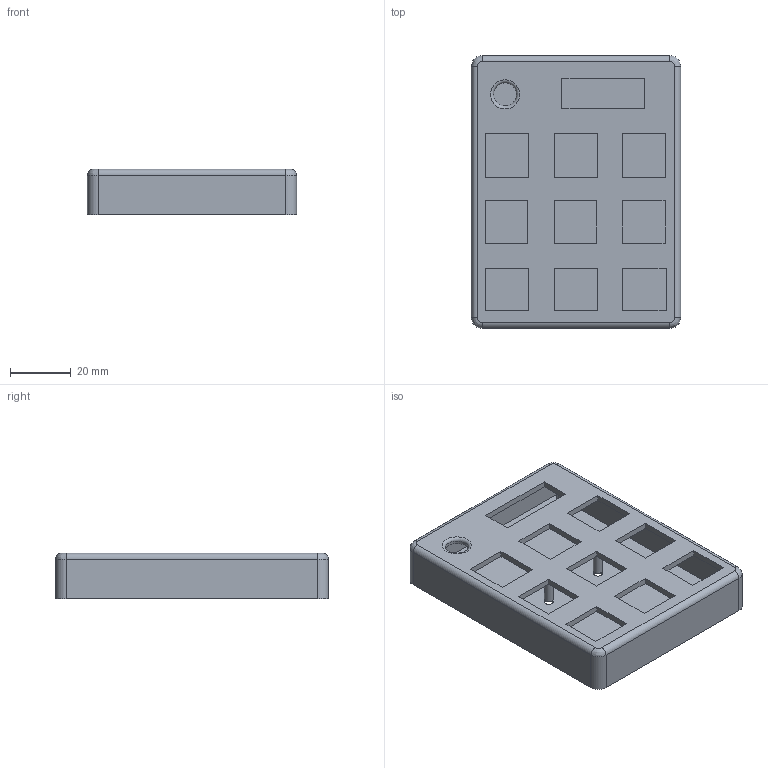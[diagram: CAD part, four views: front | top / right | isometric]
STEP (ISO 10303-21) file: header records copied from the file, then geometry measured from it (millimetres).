
FILE_DESCRIPTION(/* description */ (''),/* implementation_level */ '2;1');
FILE_NAME(/* name */ 'hackpad.step',/* time_stamp */ '2026-02-06T12:37:43+01:00',/* author */ (''),/* organization */ (''),/* preprocessor_version */ 'ST-DEVELOPER v20.1',/* originating_system */ 'Autodesk Translation Framework v14.24.0.0',/* authorisation */ '');
FILE_SCHEMA (('AUTOMOTIVE_DESIGN { 1 0 10303 214 3 1 1 }'));
Length unit declared in the file: millimetre
Products named in the file (1): hackpad
Bounding box: 68.68 x 89.57 x 15 mm (x, y, z)
Volume: 25734.8 mm3; surface area: 30270.6 mm2
Topology: 2 solids, 2 shells, 97 faces, 239 edges, 159 vertices
Faces by surface type: plane 65, cylinder 21, torus 7, bspline 4
Full cylindrical faces by diameter (mm): 2.5 x5, 2.53 x1, 3 x6, 7.574 x1
Entity records: 2980 total; most frequent: CARTESIAN_POINT 528, DIRECTION 497, ORIENTED_EDGE 478, EDGE_CURVE 239, LINE 169, VECTOR 169, AXIS2_PLACEMENT_3D 164, VERTEX_POINT 159
